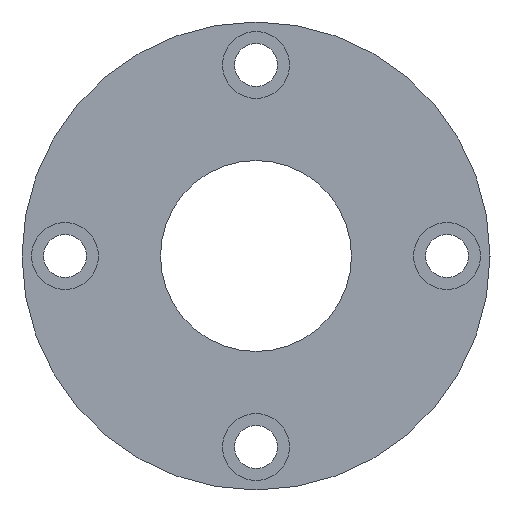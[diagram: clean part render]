
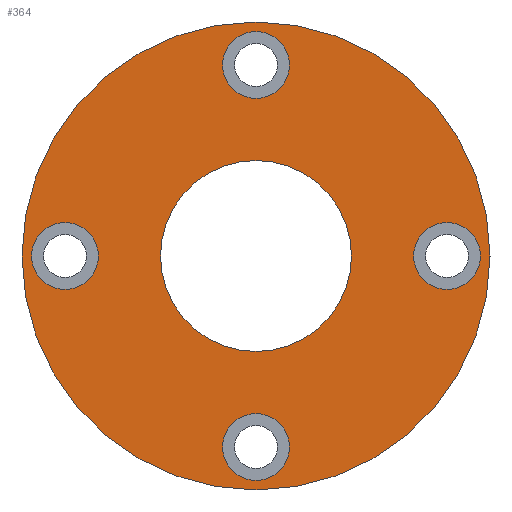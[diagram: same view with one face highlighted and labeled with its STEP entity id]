
A CAD part, left-side view. The second image highlights one B-rep face of the part: STEP entity #364.
In plain terms, the highlighted planar face has unit normal (-1, 0, 0).
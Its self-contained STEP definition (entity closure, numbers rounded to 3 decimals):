
#13 = AXIS2_PLACEMENT_3D ( 'NONE', #137, #138, #139 ) ;
#18 = AXIS2_PLACEMENT_3D ( 'NONE', #107, #109, #111 ) ;
#22 = AXIS2_PLACEMENT_3D ( 'NONE', #327, #166, #85 ) ;
#25 = AXIS2_PLACEMENT_3D ( 'NONE', #214, #344, #252 ) ;
#28 = AXIS2_PLACEMENT_3D ( 'NONE', #356, #256, #264 ) ;
#36 = EDGE_CURVE ( 'NONE', #259, #266, #435, .T. ) ;
#49 = EDGE_CURVE ( 'NONE', #286, #268, #454, .T. ) ;
#55 = EDGE_CURVE ( 'NONE', #328, #277, #464, .T. ) ;
#63 = EDGE_CURVE ( 'NONE', #274, #336, #476, .T. ) ;
#71 = EDGE_CURVE ( 'NONE', #290, #348, #489, .T. ) ;
#81 = EDGE_CURVE ( 'NONE', #310, #337, #504, .T. ) ;
#85 = DIRECTION ( 'NONE',  ( 0., 0., 1. ) ) ;
#107 = CARTESIAN_POINT ( 'NONE',  ( 0., 0., 0. ) ) ;
#109 = DIRECTION ( 'NONE',  ( -1., 0., 0. ) ) ;
#111 = DIRECTION ( 'NONE',  ( 0., 0., 1. ) ) ;
#137 = CARTESIAN_POINT ( 'NONE',  ( 0., 0., 0. ) ) ;
#138 = DIRECTION ( 'NONE',  ( -1., 0., 0. ) ) ;
#139 = DIRECTION ( 'NONE',  ( 0., 0., 1. ) ) ;
#143 = CARTESIAN_POINT ( 'NONE',  ( 0., 0., 47. ) ) ;
#149 = CARTESIAN_POINT ( 'NONE',  ( 0., 0., 33. ) ) ;
#154 = CARTESIAN_POINT ( 'NONE',  ( 0., -40., 7. ) ) ;
#156 = CARTESIAN_POINT ( 'NONE',  ( 0., 40., -7. ) ) ;
#157 = CARTESIAN_POINT ( 'NONE',  ( 0., 0., -33. ) ) ;
#163 = CARTESIAN_POINT ( 'NONE',  ( 0., -40., -7. ) ) ;
#166 = DIRECTION ( 'NONE',  ( -1., 0., 0. ) ) ;
#167 = CARTESIAN_POINT ( 'NONE',  ( 0., 0., 49. ) ) ;
#178 = CARTESIAN_POINT ( 'NONE',  ( 0., 0., -20. ) ) ;
#192 = CARTESIAN_POINT ( 'NONE',  ( 0., 0., -47. ) ) ;
#198 = CARTESIAN_POINT ( 'NONE',  ( 0., 40., 7. ) ) ;
#199 = CARTESIAN_POINT ( 'NONE',  ( 0., 0., 20. ) ) ;
#203 = CARTESIAN_POINT ( 'NONE',  ( 0., 0., -49. ) ) ;
#209 = CARTESIAN_POINT ( 'NONE',  ( 0., 20., 0. ) ) ;
#210 = PLANE ( 'NONE',  #730 ) ;
#214 = CARTESIAN_POINT ( 'NONE',  ( 0., 0., -40. ) ) ;
#217 = DIRECTION ( 'NONE',  ( 1., 0., 0. ) ) ;
#218 = DIRECTION ( 'NONE',  ( 0., 0., -1. ) ) ;
#252 = DIRECTION ( 'NONE',  ( 0., 0., 1. ) ) ;
#256 = DIRECTION ( 'NONE',  ( -1., 0., 0. ) ) ;
#259 = VERTEX_POINT ( 'NONE', #149 ) ;
#262 = DIRECTION ( 'NONE',  ( -1., 0., 0. ) ) ;
#264 = DIRECTION ( 'NONE',  ( 0., 0., 1. ) ) ;
#266 = VERTEX_POINT ( 'NONE', #143 ) ;
#268 = VERTEX_POINT ( 'NONE', #154 ) ;
#271 = CARTESIAN_POINT ( 'NONE',  ( 0., 0., 40. ) ) ;
#274 = VERTEX_POINT ( 'NONE', #156 ) ;
#277 = VERTEX_POINT ( 'NONE', #157 ) ;
#286 = VERTEX_POINT ( 'NONE', #163 ) ;
#290 = VERTEX_POINT ( 'NONE', #167 ) ;
#300 = DIRECTION ( 'NONE',  ( 0., 0., 1. ) ) ;
#310 = VERTEX_POINT ( 'NONE', #178 ) ;
#327 = CARTESIAN_POINT ( 'NONE',  ( 0., 40., 0. ) ) ;
#328 = VERTEX_POINT ( 'NONE', #192 ) ;
#336 = VERTEX_POINT ( 'NONE', #198 ) ;
#337 = VERTEX_POINT ( 'NONE', #199 ) ;
#344 = DIRECTION ( 'NONE',  ( -1., 0., 0. ) ) ;
#348 = VERTEX_POINT ( 'NONE', #203 ) ;
#356 = CARTESIAN_POINT ( 'NONE',  ( 0., -40., 0. ) ) ;
#364 = ADVANCED_FACE ( 'NONE', ( #500, #507, #508, #510, #512, #505 ), #210, .F. ) ;
#435 = CIRCLE ( 'NONE', #869, 7. ) ;
#454 = CIRCLE ( 'NONE', #28, 7. ) ;
#464 = CIRCLE ( 'NONE', #25, 7. ) ;
#476 = CIRCLE ( 'NONE', #22, 7. ) ;
#489 = CIRCLE ( 'NONE', #18, 49. ) ;
#500 = FACE_BOUND ( 'NONE', #815, .T. ) ;
#504 = CIRCLE ( 'NONE', #13, 20. ) ;
#505 = FACE_OUTER_BOUND ( 'NONE', #785, .T. ) ;
#507 = FACE_BOUND ( 'NONE', #755, .T. ) ;
#508 = FACE_BOUND ( 'NONE', #741, .T. ) ;
#510 = FACE_BOUND ( 'NONE', #782, .T. ) ;
#512 = FACE_BOUND ( 'NONE', #744, .T. ) ;
#592 = CIRCLE ( 'NONE', #705, 49. ) ;
#593 = CIRCLE ( 'NONE', #711, 20. ) ;
#594 = CIRCLE ( 'NONE', #696, 7. ) ;
#595 = CIRCLE ( 'NONE', #695, 7. ) ;
#596 = CIRCLE ( 'NONE', #694, 7. ) ;
#597 = CIRCLE ( 'NONE', #692, 7. ) ;
#692 = AXIS2_PLACEMENT_3D ( 'NONE', #1137, #1125, #1124 ) ;
#694 = AXIS2_PLACEMENT_3D ( 'NONE', #1142, #1129, #1128 ) ;
#695 = AXIS2_PLACEMENT_3D ( 'NONE', #1147, #1136, #1134 ) ;
#696 = AXIS2_PLACEMENT_3D ( 'NONE', #1150, #1141, #1140 ) ;
#705 = AXIS2_PLACEMENT_3D ( 'NONE', #956, #1149, #1148 ) ;
#711 = AXIS2_PLACEMENT_3D ( 'NONE', #959, #1145, #1143 ) ;
#730 = AXIS2_PLACEMENT_3D ( 'NONE', #209, #217, #218 ) ;
#741 = EDGE_LOOP ( 'NONE', ( #915, #879 ) ) ;
#744 = EDGE_LOOP ( 'NONE', ( #925, #883 ) ) ;
#755 = EDGE_LOOP ( 'NONE', ( #901, #914 ) ) ;
#782 = EDGE_LOOP ( 'NONE', ( #919, #876 ) ) ;
#785 = EDGE_LOOP ( 'NONE', ( #882, #878 ) ) ;
#815 = EDGE_LOOP ( 'NONE', ( #886, #887 ) ) ;
#840 = EDGE_CURVE ( 'NONE', #348, #290, #592, .T. ) ;
#841 = EDGE_CURVE ( 'NONE', #337, #310, #593, .T. ) ;
#842 = EDGE_CURVE ( 'NONE', #336, #274, #594, .T. ) ;
#843 = EDGE_CURVE ( 'NONE', #277, #328, #595, .T. ) ;
#844 = EDGE_CURVE ( 'NONE', #266, #259, #596, .T. ) ;
#845 = EDGE_CURVE ( 'NONE', #268, #286, #597, .T. ) ;
#869 = AXIS2_PLACEMENT_3D ( 'NONE', #271, #262, #300 ) ;
#876 = ORIENTED_EDGE ( 'NONE', *, *, #63, .F. ) ;
#878 = ORIENTED_EDGE ( 'NONE', *, *, #840, .T. ) ;
#879 = ORIENTED_EDGE ( 'NONE', *, *, #55, .F. ) ;
#882 = ORIENTED_EDGE ( 'NONE', *, *, #71, .T. ) ;
#883 = ORIENTED_EDGE ( 'NONE', *, *, #81, .F. ) ;
#886 = ORIENTED_EDGE ( 'NONE', *, *, #844, .F. ) ;
#887 = ORIENTED_EDGE ( 'NONE', *, *, #36, .F. ) ;
#901 = ORIENTED_EDGE ( 'NONE', *, *, #845, .F. ) ;
#914 = ORIENTED_EDGE ( 'NONE', *, *, #49, .F. ) ;
#915 = ORIENTED_EDGE ( 'NONE', *, *, #843, .F. ) ;
#919 = ORIENTED_EDGE ( 'NONE', *, *, #842, .F. ) ;
#925 = ORIENTED_EDGE ( 'NONE', *, *, #841, .F. ) ;
#956 = CARTESIAN_POINT ( 'NONE',  ( 0., 0., 0. ) ) ;
#959 = CARTESIAN_POINT ( 'NONE',  ( 0., 0., 0. ) ) ;
#1124 = DIRECTION ( 'NONE',  ( 0., 0., 1. ) ) ;
#1125 = DIRECTION ( 'NONE',  ( -1., 0., 0. ) ) ;
#1128 = DIRECTION ( 'NONE',  ( 0., 0., 1. ) ) ;
#1129 = DIRECTION ( 'NONE',  ( -1., 0., 0. ) ) ;
#1134 = DIRECTION ( 'NONE',  ( 0., 0., 1. ) ) ;
#1136 = DIRECTION ( 'NONE',  ( -1., 0., 0. ) ) ;
#1137 = CARTESIAN_POINT ( 'NONE',  ( 0., -40., 0. ) ) ;
#1140 = DIRECTION ( 'NONE',  ( 0., 0., 1. ) ) ;
#1141 = DIRECTION ( 'NONE',  ( -1., 0., 0. ) ) ;
#1142 = CARTESIAN_POINT ( 'NONE',  ( 0., 0., 40. ) ) ;
#1143 = DIRECTION ( 'NONE',  ( 0., 0., 1. ) ) ;
#1145 = DIRECTION ( 'NONE',  ( -1., 0., 0. ) ) ;
#1147 = CARTESIAN_POINT ( 'NONE',  ( 0., 0., -40. ) ) ;
#1148 = DIRECTION ( 'NONE',  ( 0., 0., 1. ) ) ;
#1149 = DIRECTION ( 'NONE',  ( -1., 0., 0. ) ) ;
#1150 = CARTESIAN_POINT ( 'NONE',  ( 0., 40., 0. ) ) ;
